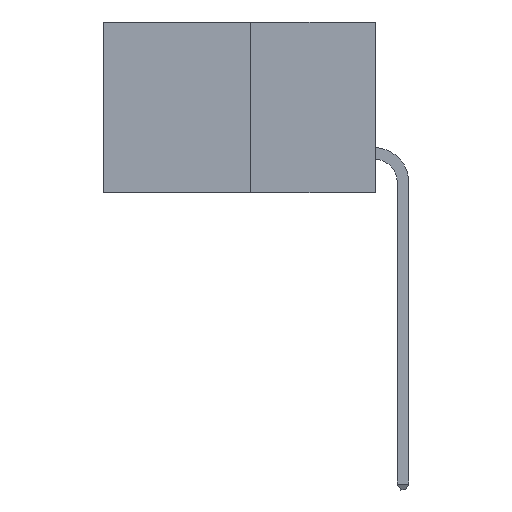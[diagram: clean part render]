
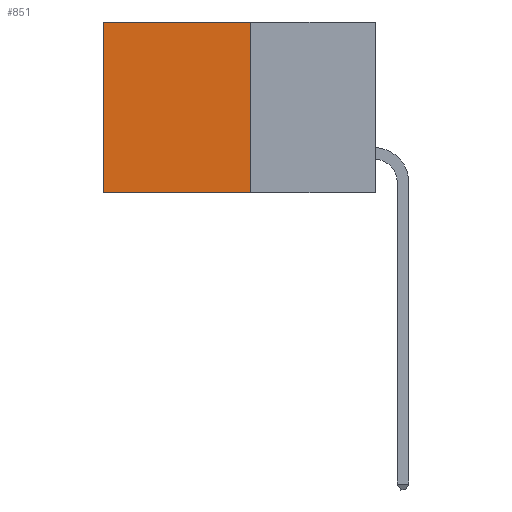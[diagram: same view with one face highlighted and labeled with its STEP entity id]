
A CAD part, left-side view. The second image highlights one B-rep face of the part: STEP entity #851.
In plain terms, the highlighted planar face has unit normal (-1, 0, 0).
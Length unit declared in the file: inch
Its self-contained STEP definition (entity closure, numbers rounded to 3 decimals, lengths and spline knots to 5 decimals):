
#252 = VECTOR ( 'NONE', #7631, 39.37008 ) ;
#255 = ORIENTED_EDGE ( 'NONE', *, *, #7569, .F. ) ;
#530 = CARTESIAN_POINT ( 'NONE',  ( 0.277, 0.27, -0.37 ) ) ;
#851 = ADVANCED_FACE ( 'NONE', ( #2842 ), #4953, .F. ) ;
#1388 = CARTESIAN_POINT ( 'NONE',  ( 0.277, 0.27, 0. ) ) ;
#1526 = VECTOR ( 'NONE', #7130, 39.37008 ) ;
#1736 = LINE ( 'NONE', #3227, #1526 ) ;
#1897 = EDGE_CURVE ( 'NONE', #4396, #3271, #2319, .T. ) ;
#2319 = LINE ( 'NONE', #1388, #5416 ) ;
#2465 = EDGE_LOOP ( 'NONE', ( #2603, #255, #4123, #2821 ) ) ;
#2603 = ORIENTED_EDGE ( 'NONE', *, *, #3431, .T. ) ;
#2821 = ORIENTED_EDGE ( 'NONE', *, *, #1897, .T. ) ;
#2842 = FACE_OUTER_BOUND ( 'NONE', #2465, .T. ) ;
#3030 = CARTESIAN_POINT ( 'NONE',  ( 0.277, 0.27, -0.37 ) ) ;
#3222 = DIRECTION ( 'NONE',  ( 0., 0., -1. ) ) ;
#3227 = CARTESIAN_POINT ( 'NONE',  ( 0.277, 0.27, -0.37 ) ) ;
#3271 = VERTEX_POINT ( 'NONE', #6321 ) ;
#3431 = EDGE_CURVE ( 'NONE', #3271, #6410, #7220, .T. ) ;
#3474 = DIRECTION ( 'NONE',  ( 1., 0., 0. ) ) ;
#3626 = CARTESIAN_POINT ( 'NONE',  ( 0.277, 0.27, -0.37 ) ) ;
#3677 = DIRECTION ( 'NONE',  ( 0., 1., 0. ) ) ;
#3745 = VECTOR ( 'NONE', #3222, 39.37008 ) ;
#4123 = ORIENTED_EDGE ( 'NONE', *, *, #4517, .F. ) ;
#4396 = VERTEX_POINT ( 'NONE', #5087 ) ;
#4517 = EDGE_CURVE ( 'NONE', #4396, #7498, #1736, .T. ) ;
#4953 = PLANE ( 'NONE',  #6270 ) ;
#5087 = CARTESIAN_POINT ( 'NONE',  ( 0.277, 0.27, 0. ) ) ;
#5355 = LINE ( 'NONE', #3030, #252 ) ;
#5416 = VECTOR ( 'NONE', #3677, 39.37008 ) ;
#6223 = CARTESIAN_POINT ( 'NONE',  ( 0.277, 0.59, -0.37 ) ) ;
#6270 = AXIS2_PLACEMENT_3D ( 'NONE', #530, #3474, #8063 ) ;
#6321 = CARTESIAN_POINT ( 'NONE',  ( 0.277, 0.59, 0. ) ) ;
#6410 = VERTEX_POINT ( 'NONE', #6223 ) ;
#6469 = CARTESIAN_POINT ( 'NONE',  ( 0.277, 0.59, -0.37 ) ) ;
#7130 = DIRECTION ( 'NONE',  ( 0., 0., -1. ) ) ;
#7220 = LINE ( 'NONE', #6469, #3745 ) ;
#7498 = VERTEX_POINT ( 'NONE', #3626 ) ;
#7569 = EDGE_CURVE ( 'NONE', #7498, #6410, #5355, .T. ) ;
#7631 = DIRECTION ( 'NONE',  ( 0., 1., 0. ) ) ;
#8063 = DIRECTION ( 'NONE',  ( 0., 0., -1. ) ) ;
